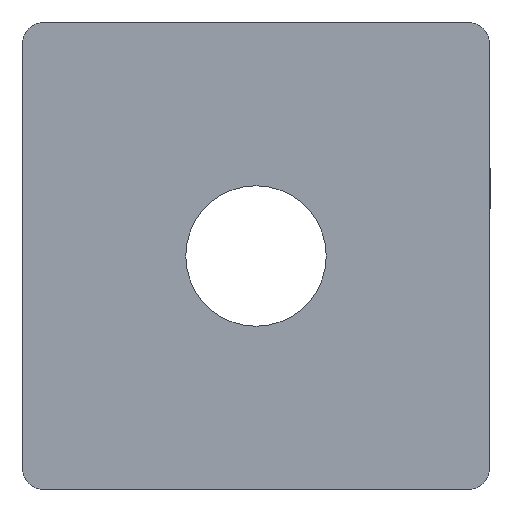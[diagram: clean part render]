
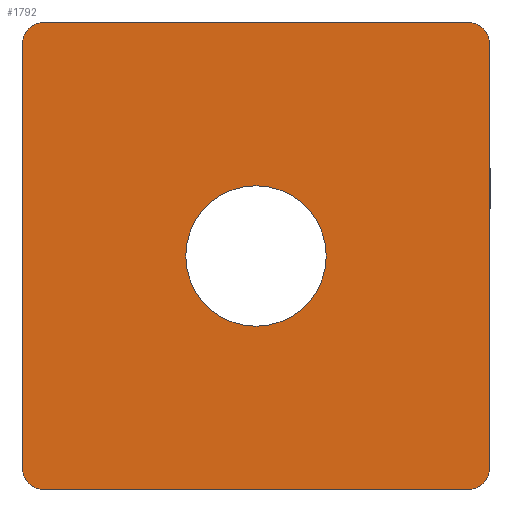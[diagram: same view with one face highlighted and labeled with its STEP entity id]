
A CAD part, front view. The second image highlights one B-rep face of the part: STEP entity #1792.
In plain terms, the highlighted planar face has unit normal (0, -1, 0).
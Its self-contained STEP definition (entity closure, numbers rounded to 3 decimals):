
#35 = CARTESIAN_POINT ( 'NONE',  ( 0., 0., -20. ) ) ;
#41 = VECTOR ( 'NONE', #1540, 1000. ) ;
#52 = PLANE ( 'NONE',  #126 ) ;
#77 = AXIS2_PLACEMENT_3D ( 'NONE', #1454, #379, #226 ) ;
#85 = DIRECTION ( 'NONE',  ( 0., 0., -1. ) ) ;
#101 = ORIENTED_EDGE ( 'NONE', *, *, #1127, .F. ) ;
#126 = AXIS2_PLACEMENT_3D ( 'NONE', #850, #2476, #633 ) ;
#215 = VECTOR ( 'NONE', #1862, 1000. ) ;
#225 = EDGE_CURVE ( 'NONE', #1656, #484, #1375, .T. ) ;
#226 = DIRECTION ( 'NONE',  ( 0., 0., -1. ) ) ;
#242 = CARTESIAN_POINT ( 'NONE',  ( 19., 0., -1. ) ) ;
#247 = VERTEX_POINT ( 'NONE', #753 ) ;
#255 = DIRECTION ( 'NONE',  ( 0., 0., -1. ) ) ;
#270 = FACE_OUTER_BOUND ( 'NONE', #2159, .T. ) ;
#288 = DIRECTION ( 'NONE',  ( 0., -1., 0. ) ) ;
#302 = DIRECTION ( 'NONE',  ( 0., -1., 0. ) ) ;
#379 = DIRECTION ( 'NONE',  ( 0., -1., 0. ) ) ;
#386 = ORIENTED_EDGE ( 'NONE', *, *, #1309, .F. ) ;
#427 = VERTEX_POINT ( 'NONE', #2148 ) ;
#484 = VERTEX_POINT ( 'NONE', #907 ) ;
#485 = CIRCLE ( 'NONE', #1044, 3. ) ;
#496 = CIRCLE ( 'NONE', #2289, 3. ) ;
#543 = VECTOR ( 'NONE', #2530, 1000. ) ;
#563 = DIRECTION ( 'NONE',  ( 0., -1., 0. ) ) ;
#610 = CARTESIAN_POINT ( 'NONE',  ( 10., 0., -7. ) ) ;
#629 = DIRECTION ( 'NONE',  ( 0., 0., -1. ) ) ;
#633 = DIRECTION ( 'NONE',  ( 0., 0., -1. ) ) ;
#753 = CARTESIAN_POINT ( 'NONE',  ( 19., 0., 0. ) ) ;
#812 = ORIENTED_EDGE ( 'NONE', *, *, #1614, .T. ) ;
#850 = CARTESIAN_POINT ( 'NONE',  ( 0., 0., 0. ) ) ;
#868 = CIRCLE ( 'NONE', #1973, 1. ) ;
#874 = CIRCLE ( 'NONE', #77, 1. ) ;
#907 = CARTESIAN_POINT ( 'NONE',  ( 1., 0., -20. ) ) ;
#913 = VECTOR ( 'NONE', #255, 1000. ) ;
#991 = ORIENTED_EDGE ( 'NONE', *, *, #2305, .F. ) ;
#1040 = LINE ( 'NONE', #35, #215 ) ;
#1044 = AXIS2_PLACEMENT_3D ( 'NONE', #1366, #563, #1977 ) ;
#1116 = AXIS2_PLACEMENT_3D ( 'NONE', #1220, #2433, #1426 ) ;
#1127 = EDGE_CURVE ( 'NONE', #2287, #2561, #2074, .T. ) ;
#1210 = CARTESIAN_POINT ( 'NONE',  ( 0., 0., 0. ) ) ;
#1217 = EDGE_CURVE ( 'NONE', #2287, #247, #868, .T. ) ;
#1220 = CARTESIAN_POINT ( 'NONE',  ( 1., 0., -19. ) ) ;
#1308 = AXIS2_PLACEMENT_3D ( 'NONE', #2114, #288, #1688 ) ;
#1309 = EDGE_CURVE ( 'NONE', #1830, #1741, #485, .T. ) ;
#1366 = CARTESIAN_POINT ( 'NONE',  ( 10., 0., -10. ) ) ;
#1375 = CIRCLE ( 'NONE', #1116, 1. ) ;
#1419 = ORIENTED_EDGE ( 'NONE', *, *, #1217, .T. ) ;
#1426 = DIRECTION ( 'NONE',  ( 0., 0., -1. ) ) ;
#1429 = CARTESIAN_POINT ( 'NONE',  ( 19., 0., -20. ) ) ;
#1449 = EDGE_CURVE ( 'NONE', #1846, #2561, #874, .T. ) ;
#1454 = CARTESIAN_POINT ( 'NONE',  ( 19., 0., -19. ) ) ;
#1540 = DIRECTION ( 'NONE',  ( 0., 0., 1. ) ) ;
#1561 = EDGE_LOOP ( 'NONE', ( #2537, #386 ) ) ;
#1586 = EDGE_CURVE ( 'NONE', #1741, #1830, #496, .T. ) ;
#1588 = ORIENTED_EDGE ( 'NONE', *, *, #1449, .T. ) ;
#1614 = EDGE_CURVE ( 'NONE', #427, #1754, #1765, .T. ) ;
#1656 = VERTEX_POINT ( 'NONE', #2549 ) ;
#1688 = DIRECTION ( 'NONE',  ( 0., 0., -1. ) ) ;
#1717 = EDGE_CURVE ( 'NONE', #1656, #1754, #2150, .T. ) ;
#1727 = CARTESIAN_POINT ( 'NONE',  ( 0., 0., -1. ) ) ;
#1729 = ORIENTED_EDGE ( 'NONE', *, *, #1717, .F. ) ;
#1732 = LINE ( 'NONE', #2119, #543 ) ;
#1741 = VERTEX_POINT ( 'NONE', #2366 ) ;
#1754 = VERTEX_POINT ( 'NONE', #1727 ) ;
#1765 = CIRCLE ( 'NONE', #1308, 1. ) ;
#1792 = ADVANCED_FACE ( 'NONE', ( #2297, #270 ), #52, .T. ) ;
#1830 = VERTEX_POINT ( 'NONE', #610 ) ;
#1846 = VERTEX_POINT ( 'NONE', #1429 ) ;
#1862 = DIRECTION ( 'NONE',  ( -1., 0., 0. ) ) ;
#1973 = AXIS2_PLACEMENT_3D ( 'NONE', #242, #2460, #629 ) ;
#1977 = DIRECTION ( 'NONE',  ( 0., 0., -1. ) ) ;
#2074 = LINE ( 'NONE', #2279, #913 ) ;
#2114 = CARTESIAN_POINT ( 'NONE',  ( 1., 0., -1. ) ) ;
#2119 = CARTESIAN_POINT ( 'NONE',  ( 0., 0., 0. ) ) ;
#2148 = CARTESIAN_POINT ( 'NONE',  ( 1., 0., 0. ) ) ;
#2150 = LINE ( 'NONE', #1210, #41 ) ;
#2159 = EDGE_LOOP ( 'NONE', ( #2299, #1588, #101, #1419, #991, #812, #1729, #2343 ) ) ;
#2188 = EDGE_CURVE ( 'NONE', #1846, #484, #1040, .T. ) ;
#2197 = CARTESIAN_POINT ( 'NONE',  ( 20., 0., -19. ) ) ;
#2279 = CARTESIAN_POINT ( 'NONE',  ( 20., 0., 0. ) ) ;
#2287 = VERTEX_POINT ( 'NONE', #2330 ) ;
#2289 = AXIS2_PLACEMENT_3D ( 'NONE', #2510, #302, #85 ) ;
#2297 = FACE_BOUND ( 'NONE', #1561, .T. ) ;
#2299 = ORIENTED_EDGE ( 'NONE', *, *, #2188, .F. ) ;
#2305 = EDGE_CURVE ( 'NONE', #427, #247, #1732, .T. ) ;
#2330 = CARTESIAN_POINT ( 'NONE',  ( 20., 0., -1. ) ) ;
#2343 = ORIENTED_EDGE ( 'NONE', *, *, #225, .T. ) ;
#2366 = CARTESIAN_POINT ( 'NONE',  ( 10., 0., -13. ) ) ;
#2433 = DIRECTION ( 'NONE',  ( 0., -1., 0. ) ) ;
#2460 = DIRECTION ( 'NONE',  ( 0., -1., 0. ) ) ;
#2476 = DIRECTION ( 'NONE',  ( 0., -1., 0. ) ) ;
#2510 = CARTESIAN_POINT ( 'NONE',  ( 10., 0., -10. ) ) ;
#2530 = DIRECTION ( 'NONE',  ( 1., 0., 0. ) ) ;
#2537 = ORIENTED_EDGE ( 'NONE', *, *, #1586, .F. ) ;
#2549 = CARTESIAN_POINT ( 'NONE',  ( 0., 0., -19. ) ) ;
#2561 = VERTEX_POINT ( 'NONE', #2197 ) ;
